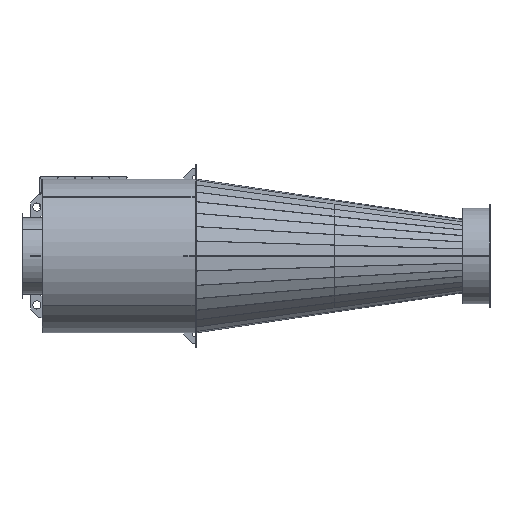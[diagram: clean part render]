
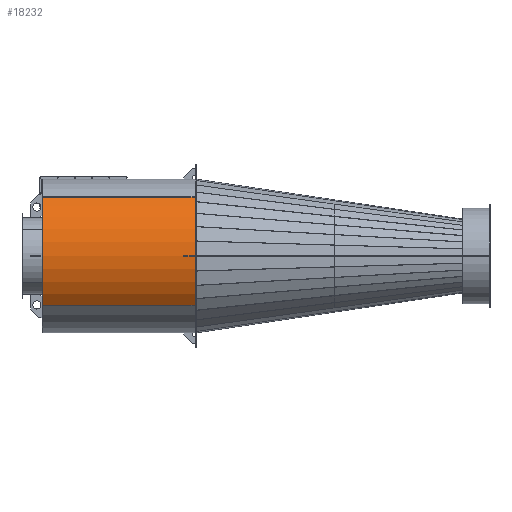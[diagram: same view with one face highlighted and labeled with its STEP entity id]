
A CAD part, left-side view. The second image highlights one B-rep face of the part: STEP entity #18232.
In plain terms, the highlighted cylindrical face has radius 1137 mm (diameter 2274 mm), a partial arc.
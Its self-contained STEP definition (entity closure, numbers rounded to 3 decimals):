
#156 = DIRECTION ( 'NONE',  ( 1., 0., 0. ) ) ;
#1393 = DIRECTION ( 'NONE',  ( 0., -1., 0. ) ) ;
#2603 = DIRECTION ( 'NONE',  ( 0., 1., 0. ) ) ;
#3217 = EDGE_LOOP ( 'NONE', ( #5340, #10380, #7623, #5063 ) ) ;
#3251 = CIRCLE ( 'NONE', #4746, 1137. ) ;
#3554 = CARTESIAN_POINT ( 'NONE',  ( 1137., 2275., 0.251 ) ) ;
#3908 = VERTEX_POINT ( 'NONE', #14910 ) ;
#4402 = EDGE_CURVE ( 'NONE', #3908, #14521, #15824, .T. ) ;
#4746 = AXIS2_PLACEMENT_3D ( 'NONE', #18439, #15599, #156 ) ;
#5063 = ORIENTED_EDGE ( 'NONE', *, *, #17509, .T. ) ;
#5224 = CARTESIAN_POINT ( 'NONE',  ( 1137., 2275., 0.251 ) ) ;
#5340 = ORIENTED_EDGE ( 'NONE', *, *, #6339, .T. ) ;
#6339 = EDGE_CURVE ( 'NONE', #18495, #16433, #9680, .T. ) ;
#6446 = DIRECTION ( 'NONE',  ( 0., 0., -1. ) ) ;
#6745 = DIRECTION ( 'NONE',  ( 0., 1., 0. ) ) ;
#7623 = ORIENTED_EDGE ( 'NONE', *, *, #4402, .T. ) ;
#8246 = CARTESIAN_POINT ( 'NONE',  ( 0., 2275., 0. ) ) ;
#8432 = CARTESIAN_POINT ( 'NONE',  ( 1137., 0., 0.251 ) ) ;
#8700 = AXIS2_PLACEMENT_3D ( 'NONE', #8246, #12291, #6446 ) ;
#9347 = AXIS2_PLACEMENT_3D ( 'NONE', #11587, #2603, #14287 ) ;
#9645 = CIRCLE ( 'NONE', #9347, 1137. ) ;
#9680 = LINE ( 'NONE', #5224, #18059 ) ;
#10380 = ORIENTED_EDGE ( 'NONE', *, *, #12626, .F. ) ;
#11568 = CARTESIAN_POINT ( 'NONE',  ( 0.251, 0., 1137. ) ) ;
#11587 = CARTESIAN_POINT ( 'NONE',  ( 0., 2275., 0. ) ) ;
#11817 = VECTOR ( 'NONE', #1393, 1000. ) ;
#12291 = DIRECTION ( 'NONE',  ( 0., -1., 0. ) ) ;
#12626 = EDGE_CURVE ( 'NONE', #3908, #16433, #9645, .T. ) ;
#14287 = DIRECTION ( 'NONE',  ( 1., 0., 0. ) ) ;
#14521 = VERTEX_POINT ( 'NONE', #11568 ) ;
#14910 = CARTESIAN_POINT ( 'NONE',  ( 0.251, 2275., 1137. ) ) ;
#15002 = CYLINDRICAL_SURFACE ( 'NONE', #8700, 1137. ) ;
#15599 = DIRECTION ( 'NONE',  ( 0., 1., 0. ) ) ;
#15824 = LINE ( 'NONE', #18372, #11817 ) ;
#16433 = VERTEX_POINT ( 'NONE', #3554 ) ;
#16517 = FACE_OUTER_BOUND ( 'NONE', #3217, .T. ) ;
#17509 = EDGE_CURVE ( 'NONE', #14521, #18495, #3251, .T. ) ;
#18059 = VECTOR ( 'NONE', #6745, 1000. ) ;
#18232 = ADVANCED_FACE ( 'NONE', ( #16517 ), #15002, .T. ) ;
#18372 = CARTESIAN_POINT ( 'NONE',  ( 0.251, 2275., 1137. ) ) ;
#18439 = CARTESIAN_POINT ( 'NONE',  ( 0., 0., 0. ) ) ;
#18495 = VERTEX_POINT ( 'NONE', #8432 ) ;
